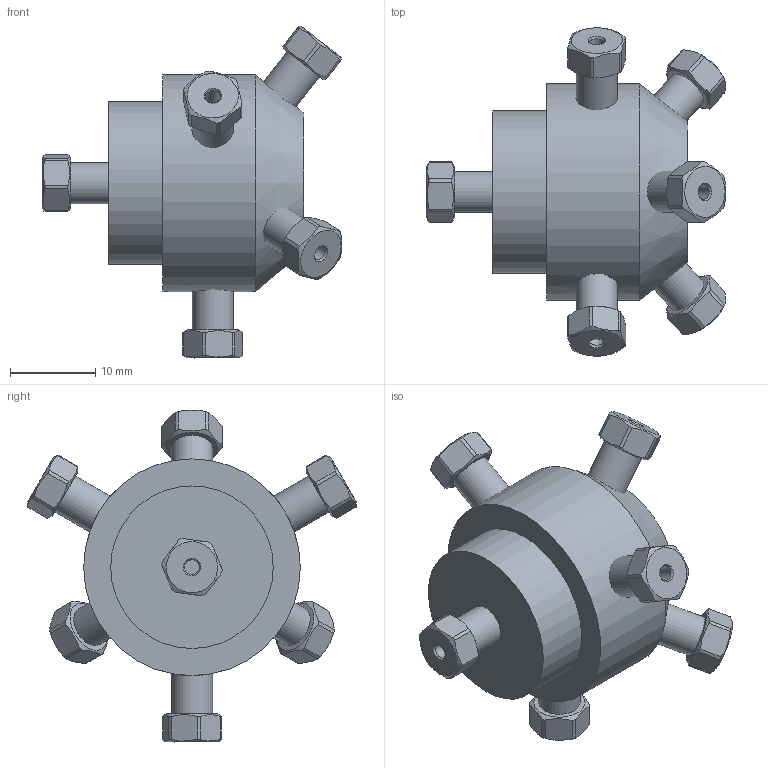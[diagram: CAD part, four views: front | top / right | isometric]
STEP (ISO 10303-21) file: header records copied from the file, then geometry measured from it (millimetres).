
FILE_DESCRIPTION((''),'2;1');
FILE_NAME('305215-Z6M1 Manifold 1-16.stp','2013-08-21T16:36:29',('Franzp'),(''),'Autodesk Inventor 2013','Autodesk Inventor 2013','');
FILE_SCHEMA(('AUTOMOTIVE_DESIGN { 1 0 10303 214 1 1 1 1 }'));
Length unit declared in the file: millimetre
Products named in the file (1): 305215_Shrinkwrap_1
Bounding box: 35.08 x 38.48 x 38.91 mm (x, y, z)
Surface area: 4292.5 mm2 (no closed solid volume)
Topology: 0 solids, 9 shells, 142 faces, 384 edges, 258 vertices
Faces by surface type: plane 58, cylinder 58, cone 26
Full cylindrical faces by diameter (mm): 1.727 x7, 4.826 x7, 19.05 x1, 25.4 x1
Entity records: 4418 total; most frequent: CARTESIAN_POINT 1071, DIRECTION 656, ORIENTED_EDGE 616, EDGE_CURVE 320, AXIS2_PLACEMENT_3D 286, VERTEX_POINT 236, EDGE_LOOP 205, CIRCLE 143
